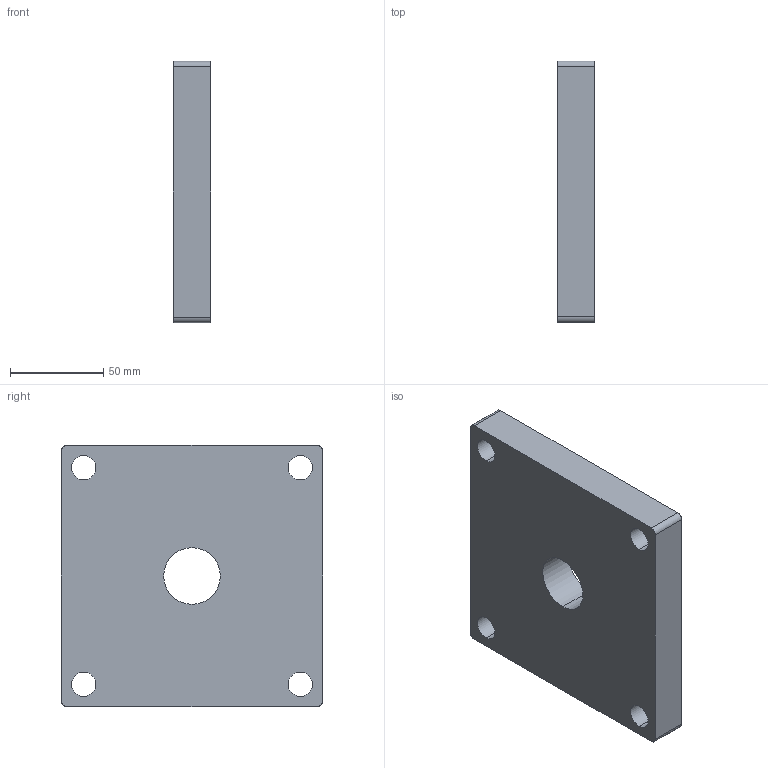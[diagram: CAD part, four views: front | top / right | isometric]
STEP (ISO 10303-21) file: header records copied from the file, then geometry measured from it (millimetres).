
FILE_DESCRIPTION (( 'STEP AP214' ), '1' );
FILE_NAME ('FLVEK-3.STEP', '2012-07-24T11:48:17', ( 'Admin2' ), ( '' ), 'SwSTEP 2.0', 'SolidWorks 2010', '' );
FILE_SCHEMA (( 'AUTOMOTIVE_DESIGN' ));
Length unit declared in the file: millimetre
Products named in the file (1): FLVEK-3
Bounding box: 20 x 140 x 140 mm (x, y, z)
Volume: 366785.2 mm3; surface area: 53041.7 mm2
Topology: 1 solids, 1 shells, 94 faces, 255 edges, 170 vertices
Faces by surface type: plane 66, cylinder 14, bspline 14
Entity records: 3687 total; most frequent: CARTESIAN_POINT 1302, ORIENTED_EDGE 510, DIRECTION 417, EDGE_CURVE 255, VECTOR 199, LINE 199, VERTEX_POINT 170, EDGE_LOOP 111
